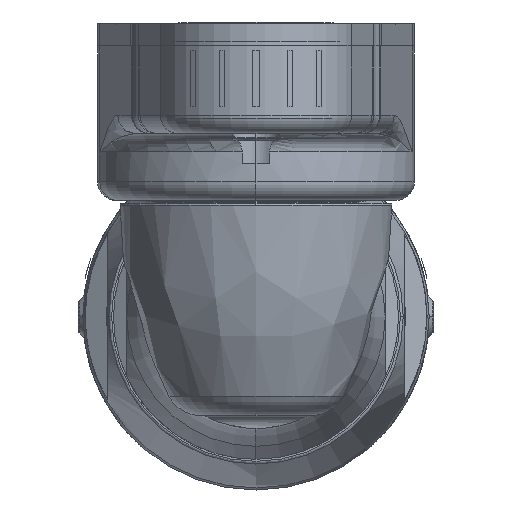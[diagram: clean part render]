
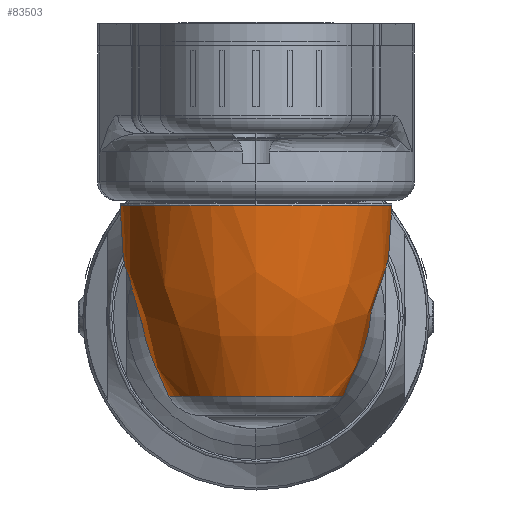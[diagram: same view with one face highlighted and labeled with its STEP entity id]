
A CAD part, left-side view. The second image highlights one B-rep face of the part: STEP entity #83503.
In plain terms, the highlighted free-form (B-spline) face has degree [3, 3] with [7, 4] control points.
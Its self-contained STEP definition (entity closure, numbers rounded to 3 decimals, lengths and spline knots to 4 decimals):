
#81957=CARTESIAN_POINT('',(-5.799,0.,-0.4017));
#81958=DIRECTION('',(0.,0.,-1.));
#81959=DIRECTION('',(0.327,-0.945,0.));
#81960=AXIS2_PLACEMENT_3D('',#81957,#81958,#81959);
#81962=CARTESIAN_POINT('',(-5.3135,0.4845,
0.4812));
#81963=CARTESIAN_POINT('',(-5.312,0.4838,
0.4944));
#81964=CARTESIAN_POINT('',(-5.3098,0.4827,
0.5208));
#81965=CARTESIAN_POINT('',(-5.3091,0.4824,
0.5474));
#81966=CARTESIAN_POINT('',(-5.3091,0.4824,0.5608));
#81968=CARTESIAN_POINT('',(-5.799,0.,0.5608));
#81969=DIRECTION('',(0.,0.,1.));
#81970=DIRECTION('',(0.713,0.702,0.));
#81971=AXIS2_PLACEMENT_3D('',#81968,#81969,#81970);
#82147=CARTESIAN_POINT('',(-5.6551,0.4165,
-0.4017));
#82148=CARTESIAN_POINT('',(-5.6605,0.4245,
-0.3911));
#82149=CARTESIAN_POINT('',(-5.6709,0.4396,
-0.3701));
#82150=CARTESIAN_POINT('',(-5.6847,0.4595,
-0.3397));
#82151=CARTESIAN_POINT('',(-5.6962,0.477,
-0.3104));
#82152=CARTESIAN_POINT('',(-5.7048,0.4923,
-0.2823));
#82153=CARTESIAN_POINT('',(-5.7102,0.506,
-0.2549));
#82154=CARTESIAN_POINT('',(-5.712,0.5189,
-0.2264));
#82155=CARTESIAN_POINT('',(-5.709,0.5316,
-0.1954));
#82156=CARTESIAN_POINT('',(-5.7008,0.5437,
-0.162));
#82157=CARTESIAN_POINT('',(-5.6872,0.5549,
-0.1261));
#82158=CARTESIAN_POINT('',(-5.6692,0.5649,
-0.0879));
#82159=CARTESIAN_POINT('',(-5.6479,0.5733,
-0.0481));
#82160=CARTESIAN_POINT('',(-5.624,0.5798,
-0.0066));
#82161=CARTESIAN_POINT('',(-5.5973,0.5845,
0.0377));
#82162=CARTESIAN_POINT('',(-5.5674,0.5867,
0.0859));
#82163=CARTESIAN_POINT('',(-5.534,0.5859,
0.1387));
#82164=CARTESIAN_POINT('',(-5.4969,0.5809,
0.1965));
#82165=CARTESIAN_POINT('',(-5.4563,0.5705,
0.2595));
#82166=CARTESIAN_POINT('',(-5.4126,0.5532,
0.3271));
#82167=CARTESIAN_POINT('',(-5.3652,0.5268,
0.4006));
#82168=CARTESIAN_POINT('',(-5.3309,0.5004,
0.454));
#82169=CARTESIAN_POINT('',(-5.3135,0.4845,
0.4812));
#82242=CARTESIAN_POINT('',(-5.6551,0.4165,
-0.4017));
#82279=CARTESIAN_POINT('',(-5.3135,-0.4845,
0.4812));
#82280=CARTESIAN_POINT('',(-5.3304,-0.5,
0.4547));
#82281=CARTESIAN_POINT('',(-5.3637,-0.5257,
0.4029));
#82282=CARTESIAN_POINT('',(-5.4097,-0.5518,
0.3315));
#82283=CARTESIAN_POINT('',(-5.4522,-0.5691,
0.2659));
#82284=CARTESIAN_POINT('',(-5.4916,-0.5798,
0.2048));
#82285=CARTESIAN_POINT('',(-5.5276,-0.5852,
0.1486));
#82286=CARTESIAN_POINT('',(-5.5601,-0.5868,
0.0975));
#82287=CARTESIAN_POINT('',(-5.5891,-0.5853,
0.0511));
#82288=CARTESIAN_POINT('',(-5.615,-0.5816,
0.0085));
#82289=CARTESIAN_POINT('',(-5.6382,-0.5762,
-0.031));
#82290=CARTESIAN_POINT('',(-5.6592,-0.5691,
-0.0688));
#82291=CARTESIAN_POINT('',(-5.6774,-0.5607,
-0.1048));
#82292=CARTESIAN_POINT('',(-5.6921,-0.5512,
-0.1384));
#82293=CARTESIAN_POINT('',(-5.7037,-0.5403,
-0.1718));
#82294=CARTESIAN_POINT('',(-5.7112,-0.5269,
-0.2077));
#82295=CARTESIAN_POINT('',(-5.7117,-0.5107,
-0.2451));
#82296=CARTESIAN_POINT('',(-5.7055,-0.4934,
-0.2804));
#82297=CARTESIAN_POINT('',(-5.6957,-0.4762,
-0.3118));
#82298=CARTESIAN_POINT('',(-5.6847,-0.4595,
-0.3396));
#82299=CARTESIAN_POINT('',(-5.6737,-0.4436,
-0.364));
#82300=CARTESIAN_POINT('',(-5.6635,-0.429,
-0.385));
#82301=CARTESIAN_POINT('',(-5.6577,-0.4205,
-0.3965));
#82302=CARTESIAN_POINT('',(-5.6551,-0.4165,
-0.4017));
#82319=CARTESIAN_POINT('',(-5.6551,-0.4165,
-0.4017));
#82621=CARTESIAN_POINT('',(-5.3135,-0.4845,
0.4812));
#82622=CARTESIAN_POINT('',(-5.312,-0.4838,
0.4944));
#82623=CARTESIAN_POINT('',(-5.3098,-0.4827,
0.5208));
#82624=CARTESIAN_POINT('',(-5.3091,-0.4824,
0.5474));
#82625=CARTESIAN_POINT('',(-5.3091,-0.4824,0.5608));
#83220=VERTEX_POINT('',#82242);
#83223=VERTEX_POINT('',#82319);
#83233=VERTEX_POINT('',#81966);
#83234=VERTEX_POINT('',#81962);
#83240=VERTEX_POINT('',#82621);
#83241=VERTEX_POINT('',#82625);
#83461=CARTESIAN_POINT('',(-5.2658,-0.4339,
0.5808));
#83462=CARTESIAN_POINT('',(-5.2631,-0.4361,
0.2287));
#83463=CARTESIAN_POINT('',(-5.3309,-0.3809,
-0.1124));
#83464=CARTESIAN_POINT('',(-5.4648,-0.272,
-0.4193));
#83465=CARTESIAN_POINT('',(-5.7555,-1.0356,
0.5808));
#83466=CARTESIAN_POINT('',(-5.7553,-1.0409,
0.2287));
#83467=CARTESIAN_POINT('',(-5.7608,-0.9091,
-0.1124));
#83468=CARTESIAN_POINT('',(-5.7717,-0.6492,
-0.4193));
#83469=CARTESIAN_POINT('',(-6.4864,-0.7757,
0.5808));
#83470=CARTESIAN_POINT('',(-6.4899,-0.7797,
0.2287));
#83471=CARTESIAN_POINT('',(-6.4025,-0.681,
-0.1124));
#83472=CARTESIAN_POINT('',(-6.2299,-0.4863,
-0.4193));
#83473=CARTESIAN_POINT('',(-6.4864,0.,0.5808));
#83474=CARTESIAN_POINT('',(-6.4899,0.,0.2287));
#83475=CARTESIAN_POINT('',(-6.4025,0.,-0.1124));
#83476=CARTESIAN_POINT('',(-6.2299,0.,-0.4193));
#83477=CARTESIAN_POINT('',(-6.4864,0.7757,
0.5808));
#83478=CARTESIAN_POINT('',(-6.4899,0.7797,
0.2287));
#83479=CARTESIAN_POINT('',(-6.4025,0.681,
-0.1124));
#83480=CARTESIAN_POINT('',(-6.2299,0.4863,
-0.4193));
#83481=CARTESIAN_POINT('',(-5.7555,1.0356,
0.5808));
#83482=CARTESIAN_POINT('',(-5.7553,1.0409,
0.2287));
#83483=CARTESIAN_POINT('',(-5.7608,0.9091,
-0.1124));
#83484=CARTESIAN_POINT('',(-5.7717,0.6492,
-0.4193));
#83485=CARTESIAN_POINT('',(-5.2658,0.4339,
0.5808));
#83486=CARTESIAN_POINT('',(-5.2631,0.4361,
0.2287));
#83487=CARTESIAN_POINT('',(-5.3309,0.3809,
-0.1124));
#83488=CARTESIAN_POINT('',(-5.4648,0.272,
-0.4193));
#83489=(BOUNDED_SURFACE()B_SPLINE_SURFACE(3,3,((#83461,#83462,#83463,#83464),(
#83465,#83466,#83467,#83468),(#83469,#83470,#83471,#83472),(#83473,#83474,
#83475,#83476),(#83477,#83478,#83479,#83480),(#83481,#83482,#83483,#83484),(
#83485,#83486,#83487,#83488)),.UNSPECIFIED.,.F.,.F.,.F.)B_SPLINE_SURFACE_WITH_KNOTS((4,3,4),(4,4),(0.,1.,2.),(0.,1.),.UNSPECIFIED.)GEOMETRIC_REPRESENTATION_ITEM()RATIONAL_B_SPLINE_SURFACE(((1.524,1.49,
1.49,1.524),(0.848,0.829,
0.829,0.848),(0.848,0.829,
0.829,0.848),(1.524,1.49,
1.49,1.524),(0.848,0.829,
0.829,0.848),(0.848,0.829,
0.829,0.848),(1.524,1.49,
1.49,1.524)))REPRESENTATION_ITEM('')SURFACE());
#83491=ORIENTED_EDGE('',*,*,#83490,.F.);
#83493=ORIENTED_EDGE('',*,*,#83492,.T.);
#83494=ORIENTED_EDGE('',*,*,#83454,.T.);
#83496=ORIENTED_EDGE('',*,*,#83495,.T.);
#83498=ORIENTED_EDGE('',*,*,#83497,.T.);
#83500=ORIENTED_EDGE('',*,*,#83499,.T.);
#83501=EDGE_LOOP('',(#83491,#83493,#83494,#83496,#83498,#83500));
#83502=FACE_OUTER_BOUND('',#83501,.F.);
#83503=ADVANCED_FACE('',(#83502),#83489,.T.);
#81961=CIRCLE('',#81960,0.4407);
#81967=B_SPLINE_CURVE_WITH_KNOTS('',3,(#81962,#81963,#81964,#81965,#81966),
.UNSPECIFIED.,.F.,.F.,(4,1,4),(0.,0.5,1.),.UNSPECIFIED.);
#81972=CIRCLE('',#81971,0.6875);
#82170=B_SPLINE_CURVE_WITH_KNOTS('',3,(#82147,#82148,#82149,#82150,#82151,
#82152,#82153,#82154,#82155,#82156,#82157,#82158,#82159,#82160,#82161,#82162,
#82163,#82164,#82165,#82166,#82167,#82168,#82169),.UNSPECIFIED.,.F.,.F.,(4,1,1,
1,1,1,1,1,1,1,1,1,1,1,1,1,1,1,1,1,4),(0.,0.05,0.1,0.15,0.2,0.25,
0.3,0.35,0.4,0.45,0.5,0.55,0.6,0.65,0.7,0.75,0.8,0.85,
0.9,0.95,1.),.UNSPECIFIED.);
#82303=B_SPLINE_CURVE_WITH_KNOTS('',3,(#82279,#82280,#82281,#82282,#82283,
#82284,#82285,#82286,#82287,#82288,#82289,#82290,#82291,#82292,#82293,#82294,
#82295,#82296,#82297,#82298,#82299,#82300,#82301,#82302),.UNSPECIFIED.,.F.,.F.,(
4,1,1,1,1,1,1,1,1,1,1,1,1,1,1,1,1,1,1,1,1,4),(0.,0.0476,
0.0952,0.1429,0.1905,0.2381,
0.2857,0.3333,0.381,0.4286,
0.4762,0.5238,0.5714,0.619,
0.6667,0.7143,0.7619,0.8095,
0.8571,0.9048,0.9524,1.),.UNSPECIFIED.);
#82626=B_SPLINE_CURVE_WITH_KNOTS('',3,(#82621,#82622,#82623,#82624,#82625),
.UNSPECIFIED.,.F.,.F.,(4,1,4),(0.,0.5,1.),.UNSPECIFIED.);
#83454=EDGE_CURVE('',#83223,#83220,#81961,.T.);
#83490=EDGE_CURVE('',#83240,#83241,#82626,.T.);
#83492=EDGE_CURVE('',#83240,#83223,#82303,.T.);
#83495=EDGE_CURVE('',#83220,#83234,#82170,.T.);
#83497=EDGE_CURVE('',#83234,#83233,#81967,.T.);
#83499=EDGE_CURVE('',#83233,#83241,#81972,.T.);
